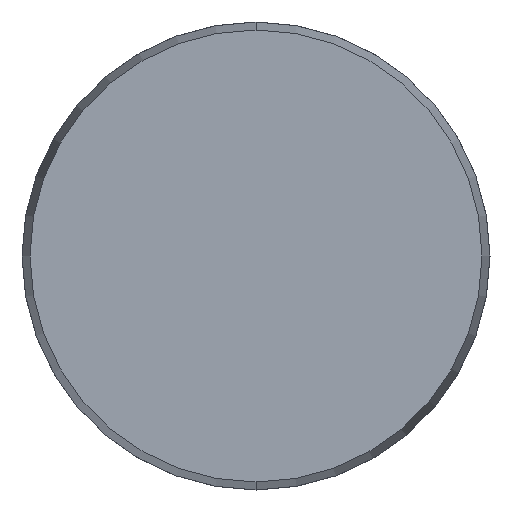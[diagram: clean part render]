
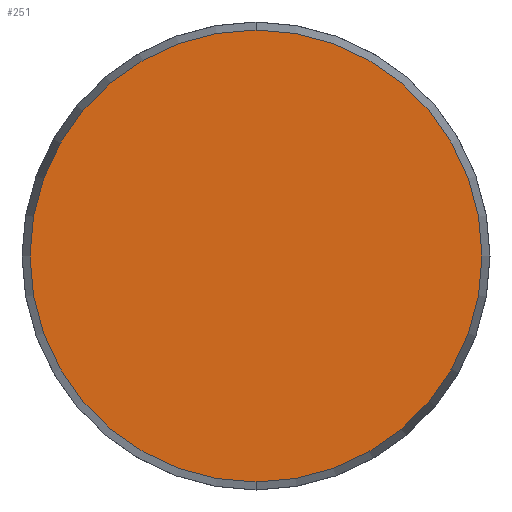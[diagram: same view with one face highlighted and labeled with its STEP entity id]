
A CAD part, front view. The second image highlights one B-rep face of the part: STEP entity #251.
In plain terms, the highlighted planar face has unit normal (0, -1, 0).
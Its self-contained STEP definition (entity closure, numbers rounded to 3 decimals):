
#11 = CARTESIAN_POINT ( 'NONE',  ( 0., 0., -24.143 ) ) ;
#35 = DIRECTION ( 'NONE',  ( 0., -1., 0. ) ) ;
#155 = CARTESIAN_POINT ( 'NONE',  ( 0., 0., 0. ) ) ;
#220 = DIRECTION ( 'NONE',  ( 0., 0., -1. ) ) ;
#251 = ADVANCED_FACE ( 'NONE', ( #533 ), #763, .F. ) ;
#368 = CARTESIAN_POINT ( 'NONE',  ( -24.143, 0., 0. ) ) ;
#405 = VERTEX_POINT ( 'NONE', #11 ) ;
#509 = ORIENTED_EDGE ( 'NONE', *, *, #883, .T. ) ;
#533 = FACE_OUTER_BOUND ( 'NONE', #675, .T. ) ;
#535 = CARTESIAN_POINT ( 'NONE',  ( 0., 0., 24.143 ) ) ;
#565 = VERTEX_POINT ( 'NONE', #535 ) ;
#599 = CIRCLE ( 'NONE', #667, 24.143 ) ;
#663 = DIRECTION ( 'NONE',  ( 0., 0., -1. ) ) ;
#667 = AXIS2_PLACEMENT_3D ( 'NONE', #155, #706, #220 ) ;
#675 = EDGE_LOOP ( 'NONE', ( #509, #727 ) ) ;
#686 = DIRECTION ( 'NONE',  ( 0., 0., 1. ) ) ;
#706 = DIRECTION ( 'NONE',  ( 0., -1., 0. ) ) ;
#727 = ORIENTED_EDGE ( 'NONE', *, *, #949, .T. ) ;
#734 = AXIS2_PLACEMENT_3D ( 'NONE', #368, #853, #686 ) ;
#744 = CARTESIAN_POINT ( 'NONE',  ( 0., 0., 0. ) ) ;
#763 = PLANE ( 'NONE',  #734 ) ;
#853 = DIRECTION ( 'NONE',  ( 0., 1., 0. ) ) ;
#877 = CIRCLE ( 'NONE', #1009, 24.143 ) ;
#883 = EDGE_CURVE ( 'NONE', #565, #405, #599, .T. ) ;
#949 = EDGE_CURVE ( 'NONE', #405, #565, #877, .T. ) ;
#1009 = AXIS2_PLACEMENT_3D ( 'NONE', #744, #35, #663 ) ;
